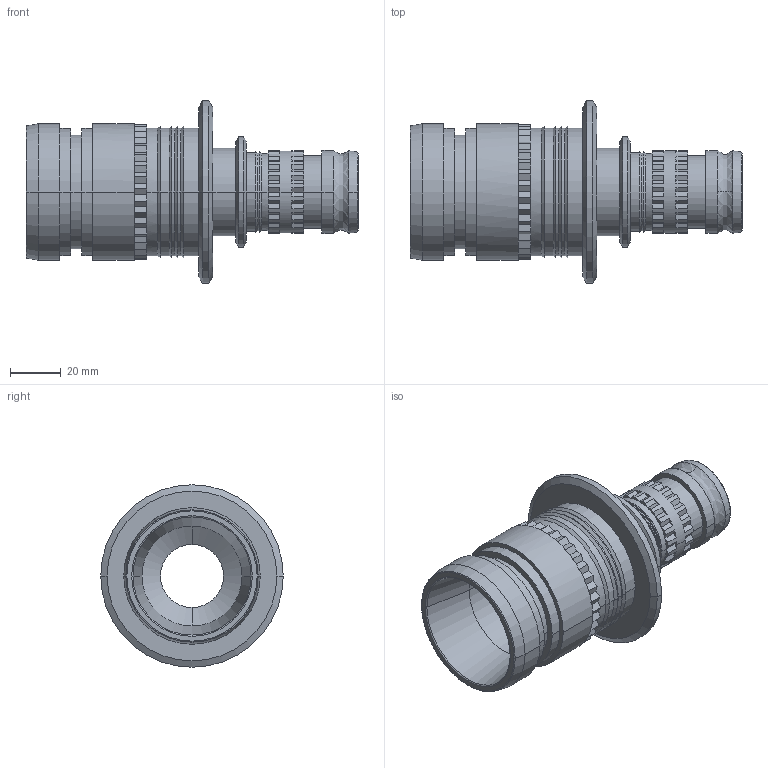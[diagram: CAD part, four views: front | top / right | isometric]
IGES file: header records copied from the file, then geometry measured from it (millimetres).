
Global section: file name: No Iges File Name specified; native system: Autodesk Inventor 2011; preprocessor: AutoDesk Inventor Iges Exporter R2011; author: bruh; date: 20110613.132134; units: millimetre
Bounding box: 130.6 x 71.8 x 71.8 mm (x, y, z)
Volume: 90679 mm3; surface area: 41778.3 mm2
Topology: 1 solids, 1 shells, 346 faces, 848 edges, 521 vertices
Faces by surface type: plane 264, cylinder 38, cone 24, revolution 10, bspline 6, torus 4
